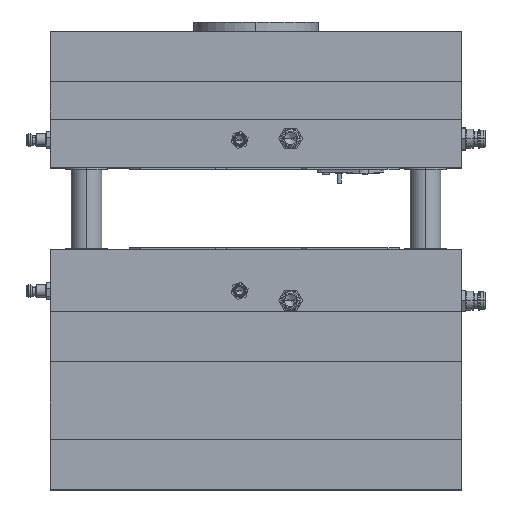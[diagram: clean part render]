
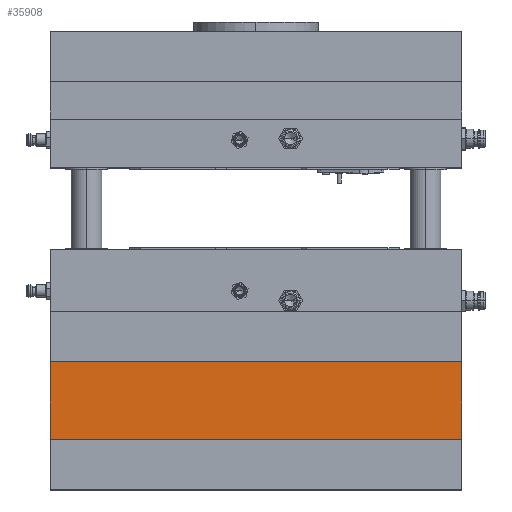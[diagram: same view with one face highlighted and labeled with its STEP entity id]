
A CAD part, top view. The second image highlights one B-rep face of the part: STEP entity #35908.
In plain terms, the highlighted planar face has unit normal (0, 0, 1).
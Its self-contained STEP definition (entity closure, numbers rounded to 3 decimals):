
#5632 = EDGE_CURVE ( 'NONE', #8078, #8073, #16962, .T. ) ;
#5637 = EDGE_CURVE ( 'NONE', #8081, #8080, #16974, .T. ) ;
#5639 = EDGE_CURVE ( 'NONE', #8080, #8073, #16978, .T. ) ;
#5640 = EDGE_CURVE ( 'NONE', #8081, #8078, #16980, .T. ) ;
#7546 = ORIENTED_EDGE ( 'NONE', *, *, #5639, .T. ) ;
#7547 = ORIENTED_EDGE ( 'NONE', *, *, #5632, .F. ) ;
#7548 = ORIENTED_EDGE ( 'NONE', *, *, #5640, .F. ) ;
#7549 = ORIENTED_EDGE ( 'NONE', *, *, #5637, .T. ) ;
#8021 = EDGE_LOOP ( 'NONE', ( #7546, #7547, #7548, #7549 ) ) ;
#8073 = VERTEX_POINT ( 'NONE', #17751 ) ;
#8078 = VERTEX_POINT ( 'NONE', #17756 ) ;
#8080 = VERTEX_POINT ( 'NONE', #17758 ) ;
#8081 = VERTEX_POINT ( 'NONE', #17759 ) ;
#16962 = LINE ( 'NONE', #17671, #16967 ) ;
#16967 = VECTOR ( 'NONE', #17676, 1000. ) ;
#16974 = LINE ( 'NONE', #17684, #16977 ) ;
#16977 = VECTOR ( 'NONE', #17685, 1000. ) ;
#16978 = LINE ( 'NONE', #17687, #16981 ) ;
#16980 = LINE ( 'NONE', #17689, #16983 ) ;
#16981 = VECTOR ( 'NONE', #17688, 1000. ) ;
#16983 = VECTOR ( 'NONE', #17690, 1000. ) ;
#17671 = CARTESIAN_POINT ( 'NONE',  ( 148., 56., 21.5 ) ) ;
#17676 = DIRECTION ( 'NONE',  ( 0., -1., 0. ) ) ;
#17684 = CARTESIAN_POINT ( 'NONE',  ( -148., 56., 21.5 ) ) ;
#17685 = DIRECTION ( 'NONE',  ( 0., -1., 0. ) ) ;
#17687 = CARTESIAN_POINT ( 'NONE',  ( -148., 0., 21.5 ) ) ;
#17688 = DIRECTION ( 'NONE',  ( 1., 0., 0. ) ) ;
#17689 = CARTESIAN_POINT ( 'NONE',  ( -148., 56., 21.5 ) ) ;
#17690 = DIRECTION ( 'NONE',  ( 1., 0., 0. ) ) ;
#17751 = CARTESIAN_POINT ( 'NONE',  ( 148., 0., 21.5 ) ) ;
#17756 = CARTESIAN_POINT ( 'NONE',  ( 148., 56., 21.5 ) ) ;
#17758 = CARTESIAN_POINT ( 'NONE',  ( -148., 0., 21.5 ) ) ;
#17759 = CARTESIAN_POINT ( 'NONE',  ( -148., 56., 21.5 ) ) ;
#24974 = FACE_OUTER_BOUND ( 'NONE', #8021, .T. ) ;
#25513 = AXIS2_PLACEMENT_3D ( 'NONE', #26957, #26962, #26963 ) ;
#26956 = PLANE ( 'NONE',  #25513 ) ;
#26957 = CARTESIAN_POINT ( 'NONE',  ( -148., 56., 21.5 ) ) ;
#26962 = DIRECTION ( 'NONE',  ( 0., 0., -1. ) ) ;
#26963 = DIRECTION ( 'NONE',  ( -1., 0., 0. ) ) ;
#35908 = ADVANCED_FACE ( 'NONE', ( #24974 ), #26956, .F. ) ;
